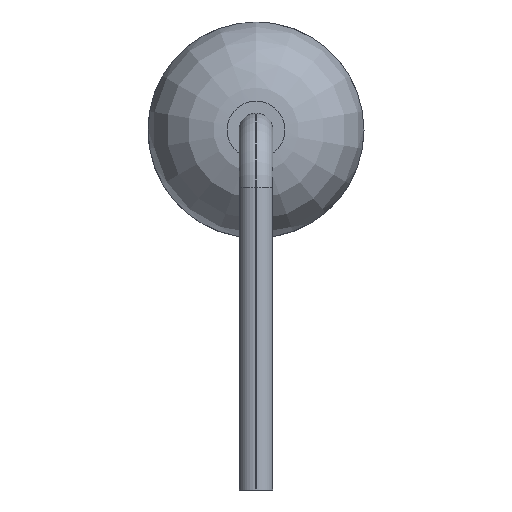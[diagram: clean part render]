
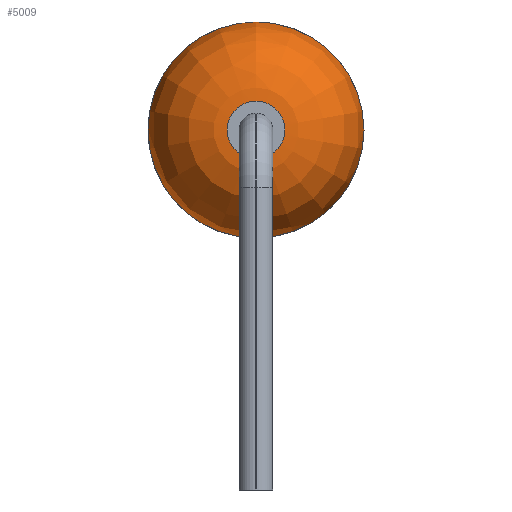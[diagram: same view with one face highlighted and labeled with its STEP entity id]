
A CAD part, left-side view. The second image highlights one B-rep face of the part: STEP entity #5009.
In plain terms, the highlighted face is a revolution surface.
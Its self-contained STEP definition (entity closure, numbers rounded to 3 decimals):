
#4939 = CYLINDRICAL_SURFACE('',#4940,2.25);
#4940 = AXIS2_PLACEMENT_3D('',#4941,#4942,#4943);
#4941 = CARTESIAN_POINT('',(-4.1,0.,0.));
#4942 = DIRECTION('',(1.,0.,0.));
#4943 = DIRECTION('',(0.,0.,1.));
#4955 = VERTEX_POINT('',#4956);
#4956 = CARTESIAN_POINT('',(-4.1,0.,2.25));
#4977 = EDGE_CURVE('',#4955,#4955,#4978,.T.);
#4978 = SURFACE_CURVE('',#4979,(#4984,#4991),.PCURVE_S1.);
#4979 = CIRCLE('',#4980,2.25);
#4980 = AXIS2_PLACEMENT_3D('',#4981,#4982,#4983);
#4981 = CARTESIAN_POINT('',(-4.1,0.,0.));
#4982 = DIRECTION('',(1.,0.,-0.));
#4983 = DIRECTION('',(0.,0.,1.));
#4984 = PCURVE('',#4939,#4985);
#4985 = DEFINITIONAL_REPRESENTATION('',(#4986),#4990);
#4986 = LINE('',#4987,#4988);
#4987 = CARTESIAN_POINT('',(0.,0.));
#4988 = VECTOR('',#4989,1.);
#4989 = DIRECTION('',(1.,0.));
#4990 = ( GEOMETRIC_REPRESENTATION_CONTEXT(2) 
PARAMETRIC_REPRESENTATION_CONTEXT() REPRESENTATION_CONTEXT('2D SPACE',''
  ) );
#4991 = PCURVE('',#4992,#5001);
#4992 = SURFACE_OF_REVOLUTION('',#4993,#4998);
#4993 = CIRCLE('',#4994,1.65);
#4994 = AXIS2_PLACEMENT_3D('',#4995,#4996,#4997);
#4995 = CARTESIAN_POINT('',(-4.1,0.,0.6));
#4996 = DIRECTION('',(0.,-1.,0.));
#4997 = DIRECTION('',(1.,0.,0.));
#4998 = AXIS1_PLACEMENT('',#4999,#5000);
#4999 = CARTESIAN_POINT('',(0.,0.,0.));
#5000 = DIRECTION('',(1.,0.,0.));
#5001 = DEFINITIONAL_REPRESENTATION('',(#5002),#5006);
#5002 = LINE('',#5003,#5004);
#5003 = CARTESIAN_POINT('',(0.,1.571));
#5004 = VECTOR('',#5005,1.);
#5005 = DIRECTION('',(1.,0.));
#5006 = ( GEOMETRIC_REPRESENTATION_CONTEXT(2) 
PARAMETRIC_REPRESENTATION_CONTEXT() REPRESENTATION_CONTEXT('2D SPACE',''
  ) );
#5009 = ADVANCED_FACE('',(#5010),#4992,.F.);
#5010 = FACE_BOUND('',#5011,.F.);
#5011 = EDGE_LOOP('',(#5012,#5013,#5037,#5064));
#5012 = ORIENTED_EDGE('',*,*,#4977,.T.);
#5013 = ORIENTED_EDGE('',*,*,#5014,.T.);
#5014 = EDGE_CURVE('',#4955,#5015,#5017,.T.);
#5015 = VERTEX_POINT('',#5016);
#5016 = CARTESIAN_POINT('',(-5.75,0.,0.6));
#5017 = SEAM_CURVE('',#5018,(#5023,#5030),.PCURVE_S1.);
#5018 = CIRCLE('',#5019,1.65);
#5019 = AXIS2_PLACEMENT_3D('',#5020,#5021,#5022);
#5020 = CARTESIAN_POINT('',(-4.1,0.,0.6));
#5021 = DIRECTION('',(0.,-1.,0.));
#5022 = DIRECTION('',(1.,0.,0.));
#5023 = PCURVE('',#4992,#5024);
#5024 = DEFINITIONAL_REPRESENTATION('',(#5025),#5029);
#5025 = LINE('',#5026,#5027);
#5026 = CARTESIAN_POINT('',(0.,0.));
#5027 = VECTOR('',#5028,1.);
#5028 = DIRECTION('',(0.,1.));
#5029 = ( GEOMETRIC_REPRESENTATION_CONTEXT(2) 
PARAMETRIC_REPRESENTATION_CONTEXT() REPRESENTATION_CONTEXT('2D SPACE',''
  ) );
#5030 = PCURVE('',#4992,#5031);
#5031 = DEFINITIONAL_REPRESENTATION('',(#5032),#5036);
#5032 = LINE('',#5033,#5034);
#5033 = CARTESIAN_POINT('',(6.283,0.));
#5034 = VECTOR('',#5035,1.);
#5035 = DIRECTION('',(0.,1.));
#5036 = ( GEOMETRIC_REPRESENTATION_CONTEXT(2) 
PARAMETRIC_REPRESENTATION_CONTEXT() REPRESENTATION_CONTEXT('2D SPACE',''
  ) );
#5037 = ORIENTED_EDGE('',*,*,#5038,.F.);
#5038 = EDGE_CURVE('',#5015,#5015,#5039,.T.);
#5039 = SURFACE_CURVE('',#5040,(#5045,#5052),.PCURVE_S1.);
#5040 = CIRCLE('',#5041,0.6);
#5041 = AXIS2_PLACEMENT_3D('',#5042,#5043,#5044);
#5042 = CARTESIAN_POINT('',(-5.75,0.,0.));
#5043 = DIRECTION('',(1.,0.,-0.));
#5044 = DIRECTION('',(0.,0.,1.));
#5045 = PCURVE('',#4992,#5046);
#5046 = DEFINITIONAL_REPRESENTATION('',(#5047),#5051);
#5047 = LINE('',#5048,#5049);
#5048 = CARTESIAN_POINT('',(0.,3.142));
#5049 = VECTOR('',#5050,1.);
#5050 = DIRECTION('',(1.,0.));
#5051 = ( GEOMETRIC_REPRESENTATION_CONTEXT(2) 
PARAMETRIC_REPRESENTATION_CONTEXT() REPRESENTATION_CONTEXT('2D SPACE',''
  ) );
#5052 = PCURVE('',#5053,#5058);
#5053 = PLANE('',#5054);
#5054 = AXIS2_PLACEMENT_3D('',#5055,#5056,#5057);
#5055 = CARTESIAN_POINT('',(-5.75,0.,0.));
#5056 = DIRECTION('',(1.,0.,0.));
#5057 = DIRECTION('',(0.,0.,1.));
#5058 = DEFINITIONAL_REPRESENTATION('',(#5059),#5063);
#5059 = CIRCLE('',#5060,0.6);
#5060 = AXIS2_PLACEMENT_2D('',#5061,#5062);
#5061 = CARTESIAN_POINT('',(0.,0.));
#5062 = DIRECTION('',(1.,0.));
#5063 = ( GEOMETRIC_REPRESENTATION_CONTEXT(2) 
PARAMETRIC_REPRESENTATION_CONTEXT() REPRESENTATION_CONTEXT('2D SPACE',''
  ) );
#5064 = ORIENTED_EDGE('',*,*,#5014,.F.);
